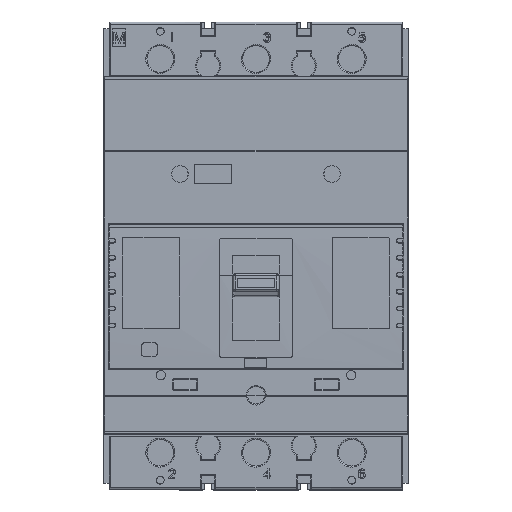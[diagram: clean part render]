
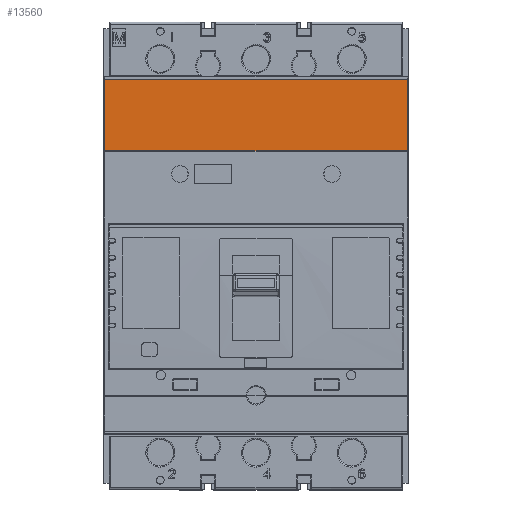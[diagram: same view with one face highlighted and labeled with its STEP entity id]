
A CAD part, top view. The second image highlights one B-rep face of the part: STEP entity #13560.
In plain terms, the highlighted face is planar.
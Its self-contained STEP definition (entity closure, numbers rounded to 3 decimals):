
#332 = VECTOR ( 'NONE', #18169, 1000. ) ;
#1387 = EDGE_CURVE ( 'NONE', #36273, #23724, #35361, .T. ) ;
#3705 = LINE ( 'NONE', #32271, #29208 ) ;
#6826 = EDGE_LOOP ( 'NONE', ( #17627, #27833, #11138, #32180 ) ) ;
#7664 = LINE ( 'NONE', #19201, #31816 ) ;
#8402 = DIRECTION ( 'NONE',  ( 0., 1., 0. ) ) ;
#9466 = CARTESIAN_POINT ( 'NONE',  ( 99.1, 91.756, 70. ) ) ;
#10146 = DIRECTION ( 'NONE',  ( 0., 0., 1. ) ) ;
#10526 = DIRECTION ( 'NONE',  ( 0., 1., 0. ) ) ;
#10560 = PLANE ( 'NONE',  #19640 ) ;
#11138 = ORIENTED_EDGE ( 'NONE', *, *, #1387, .T. ) ;
#11355 = CARTESIAN_POINT ( 'NONE',  ( 99.1, 91.756, 139.6 ) ) ;
#13560 = ADVANCED_FACE ( 'NONE', ( #36443 ), #10560, .T. ) ;
#14705 = DIRECTION ( 'NONE',  ( 0., 1., 0. ) ) ;
#17627 = ORIENTED_EDGE ( 'NONE', *, *, #23960, .F. ) ;
#18169 = DIRECTION ( 'NONE',  ( 0., 0., 1. ) ) ;
#18706 = VERTEX_POINT ( 'NONE', #34270 ) ;
#19201 = CARTESIAN_POINT ( 'NONE',  ( 99.1, 59.011, 70. ) ) ;
#19203 = EDGE_CURVE ( 'NONE', #35690, #23724, #22037, .T. ) ;
#19239 = CARTESIAN_POINT ( 'NONE',  ( 99.1, 7.97, 70. ) ) ;
#19640 = AXIS2_PLACEMENT_3D ( 'NONE', #19239, #37149, #8402 ) ;
#20469 = CARTESIAN_POINT ( 'NONE',  ( 99.1, 91.756, 0.4 ) ) ;
#22037 = LINE ( 'NONE', #31110, #34348 ) ;
#23724 = VERTEX_POINT ( 'NONE', #11355 ) ;
#23960 = EDGE_CURVE ( 'NONE', #18706, #35690, #7664, .T. ) ;
#27833 = ORIENTED_EDGE ( 'NONE', *, *, #30828, .T. ) ;
#29208 = VECTOR ( 'NONE', #14705, 1000. ) ;
#30828 = EDGE_CURVE ( 'NONE', #18706, #36273, #3705, .T. ) ;
#31110 = CARTESIAN_POINT ( 'NONE',  ( 99.1, -82.186, 139.6 ) ) ;
#31816 = VECTOR ( 'NONE', #10146, 1000. ) ;
#32147 = CARTESIAN_POINT ( 'NONE',  ( 99.1, 59.011, 139.6 ) ) ;
#32180 = ORIENTED_EDGE ( 'NONE', *, *, #19203, .F. ) ;
#32271 = CARTESIAN_POINT ( 'NONE',  ( 99.1, 7.97, 0.4 ) ) ;
#34270 = CARTESIAN_POINT ( 'NONE',  ( 99.1, 59.011, 0.4 ) ) ;
#34348 = VECTOR ( 'NONE', #10526, 1000. ) ;
#35361 = LINE ( 'NONE', #9466, #332 ) ;
#35690 = VERTEX_POINT ( 'NONE', #32147 ) ;
#36273 = VERTEX_POINT ( 'NONE', #20469 ) ;
#36443 = FACE_OUTER_BOUND ( 'NONE', #6826, .T. ) ;
#37149 = DIRECTION ( 'NONE',  ( 1., 0., 0. ) ) ;
